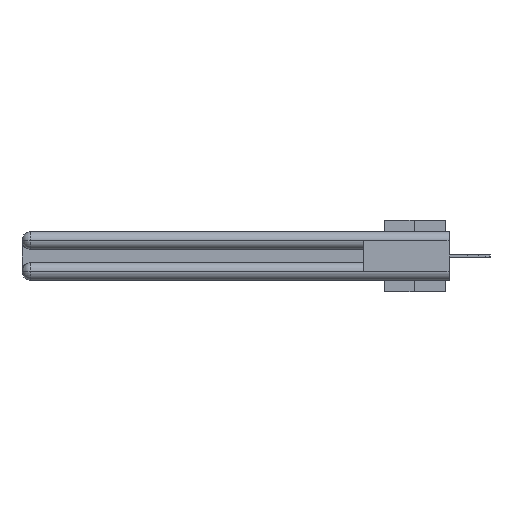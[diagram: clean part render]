
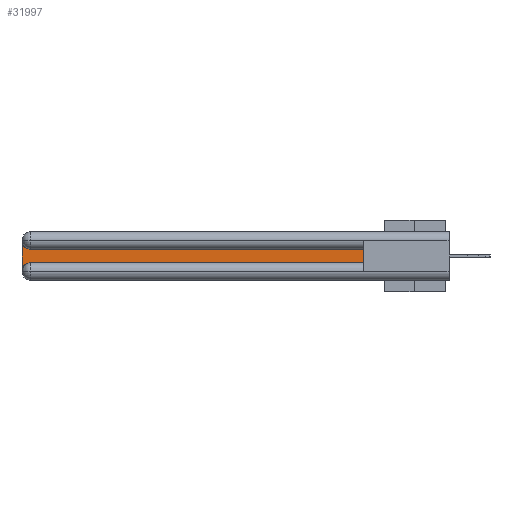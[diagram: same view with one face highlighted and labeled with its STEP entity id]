
A CAD part, left-side view. The second image highlights one B-rep face of the part: STEP entity #31997.
In plain terms, the highlighted planar face has unit normal (-1, 0, 0).
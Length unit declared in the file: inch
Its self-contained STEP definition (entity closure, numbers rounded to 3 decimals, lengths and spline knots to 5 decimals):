
#52 = CARTESIAN_POINT ( 'NONE',  ( 0.075, 0.6, -0.2175 ) ) ;
#416 = ORIENTED_EDGE ( 'NONE', *, *, #27130, .T. ) ;
#1848 = CIRCLE ( 'NONE', #13776, 0.06 ) ;
#2720 = CARTESIAN_POINT ( 'NONE',  ( 0.075, 3., -0.1225 ) ) ;
#2878 = EDGE_CURVE ( 'NONE', #14473, #8795, #5652, .T. ) ;
#3272 = EDGE_LOOP ( 'NONE', ( #416, #12927, #13807, #21335, #12108, #33220 ) ) ;
#3431 = VERTEX_POINT ( 'NONE', #14744 ) ;
#3879 = DIRECTION ( 'NONE',  ( 1., 0., 0. ) ) ;
#4460 = LINE ( 'NONE', #22465, #29643 ) ;
#4670 = LINE ( 'NONE', #52, #29863 ) ;
#5652 = LINE ( 'NONE', #23637, #19136 ) ;
#6325 = CARTESIAN_POINT ( 'NONE',  ( 0.075, 3., -0.2775 ) ) ;
#6712 = CARTESIAN_POINT ( 'NONE',  ( 0.075, 0.6, -0.1225 ) ) ;
#8795 = VERTEX_POINT ( 'NONE', #6712 ) ;
#9294 = LINE ( 'NONE', #9542, #37095 ) ;
#9542 = CARTESIAN_POINT ( 'NONE',  ( 0.075, 3., -0.2175 ) ) ;
#10374 = DIRECTION ( 'NONE',  ( 1., 0., 0. ) ) ;
#11020 = PLANE ( 'NONE',  #19782 ) ;
#12108 = ORIENTED_EDGE ( 'NONE', *, *, #24043, .T. ) ;
#12678 = CARTESIAN_POINT ( 'NONE',  ( 0.075, 2.94, -0.2775 ) ) ;
#12927 = ORIENTED_EDGE ( 'NONE', *, *, #14229, .T. ) ;
#13524 = DIRECTION ( 'NONE',  ( 0., 0., -1. ) ) ;
#13776 = AXIS2_PLACEMENT_3D ( 'NONE', #36454, #10374, #13524 ) ;
#13807 = ORIENTED_EDGE ( 'NONE', *, *, #35094, .T. ) ;
#14149 = DIRECTION ( 'NONE',  ( 1., 0., 0. ) ) ;
#14229 = EDGE_CURVE ( 'NONE', #3431, #36564, #1848, .T. ) ;
#14473 = VERTEX_POINT ( 'NONE', #33577 ) ;
#14744 = CARTESIAN_POINT ( 'NONE',  ( 0.075, 2.94, -0.1225 ) ) ;
#16274 = FACE_OUTER_BOUND ( 'NONE', #3272, .T. ) ;
#16309 = DIRECTION ( 'NONE',  ( 0., 1., 0. ) ) ;
#17001 = DIRECTION ( 'NONE',  ( 0., -1., 0. ) ) ;
#17021 = AXIS2_PLACEMENT_3D ( 'NONE', #12678, #3879, #26758 ) ;
#17045 = DIRECTION ( 'NONE',  ( 0., 0., -1. ) ) ;
#18936 = EDGE_CURVE ( 'NONE', #26984, #36168, #34229, .T. ) ;
#19136 = VECTOR ( 'NONE', #20897, 39.37008 ) ;
#19782 = AXIS2_PLACEMENT_3D ( 'NONE', #2720, #14149, #17045 ) ;
#20897 = DIRECTION ( 'NONE',  ( 0., 0., 1. ) ) ;
#21335 = ORIENTED_EDGE ( 'NONE', *, *, #18936, .T. ) ;
#22465 = CARTESIAN_POINT ( 'NONE',  ( 0.075, 0.6, -0.1225 ) ) ;
#23637 = CARTESIAN_POINT ( 'NONE',  ( 0.075, 0.6, -0.2175 ) ) ;
#24043 = EDGE_CURVE ( 'NONE', #36168, #14473, #4670, .T. ) ;
#26758 = DIRECTION ( 'NONE',  ( 0., 0., -1. ) ) ;
#26882 = DIRECTION ( 'NONE',  ( 0., 0., -1. ) ) ;
#26912 = CARTESIAN_POINT ( 'NONE',  ( 0.075, 3., -0.0625 ) ) ;
#26984 = VERTEX_POINT ( 'NONE', #6325 ) ;
#27130 = EDGE_CURVE ( 'NONE', #8795, #3431, #4460, .T. ) ;
#29643 = VECTOR ( 'NONE', #16309, 39.37008 ) ;
#29863 = VECTOR ( 'NONE', #17001, 39.37008 ) ;
#31997 = ADVANCED_FACE ( 'NONE', ( #16274 ), #11020, .F. ) ;
#33220 = ORIENTED_EDGE ( 'NONE', *, *, #2878, .T. ) ;
#33577 = CARTESIAN_POINT ( 'NONE',  ( 0.075, 0.6, -0.2175 ) ) ;
#34070 = CARTESIAN_POINT ( 'NONE',  ( 0.075, 2.94, -0.2175 ) ) ;
#34229 = CIRCLE ( 'NONE', #17021, 0.06 ) ;
#35094 = EDGE_CURVE ( 'NONE', #36564, #26984, #9294, .T. ) ;
#36168 = VERTEX_POINT ( 'NONE', #34070 ) ;
#36454 = CARTESIAN_POINT ( 'NONE',  ( 0.075, 2.94, -0.0625 ) ) ;
#36564 = VERTEX_POINT ( 'NONE', #26912 ) ;
#37095 = VECTOR ( 'NONE', #26882, 39.37008 ) ;
